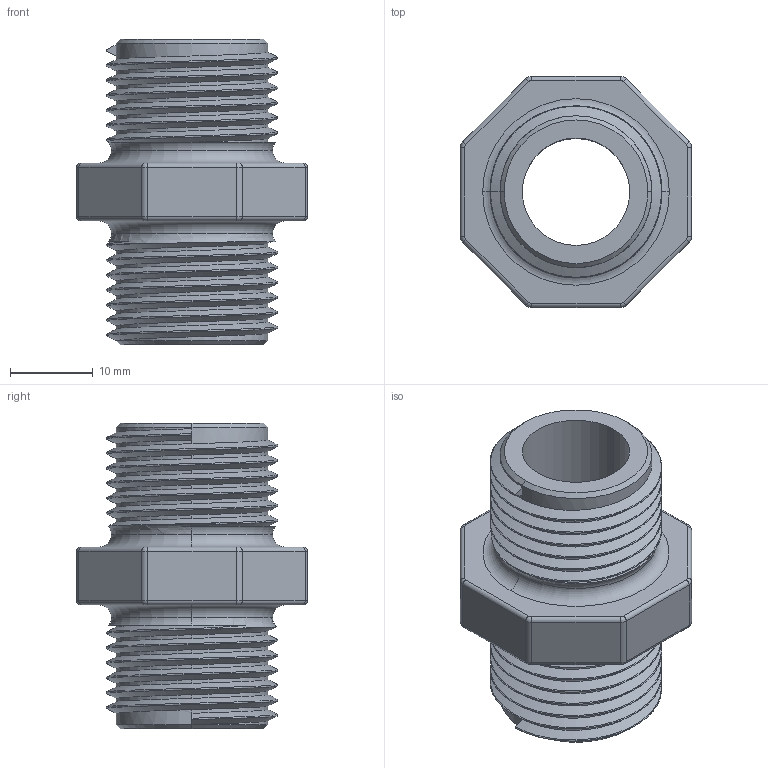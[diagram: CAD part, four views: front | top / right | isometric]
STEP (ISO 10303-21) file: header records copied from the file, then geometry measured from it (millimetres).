
FILE_DESCRIPTION (( 'STEP AP214' ), '1' );
FILE_NAME ('1-2.STEP', '2024-04-28T08:33:18', ( '' ), ( '' ), 'SwSTEP 2.0', 'SolidWorks 2014', '' );
FILE_SCHEMA (( 'AUTOMOTIVE_DESIGN' ));
Length unit declared in the file: millimetre
Products named in the file (1): 1-2
Bounding box: 28 x 28 x 37 mm (x, y, z)
Volume: 8496.5 mm3; surface area: 5947.9 mm2
Topology: 1 solids, 1 shells, 105 faces, 258 edges, 157 vertices
Faces by surface type: cylinder 54, torus 25, plane 16, bspline 6, cone 4
Entity records: 10173 total; most frequent: CARTESIAN_POINT 7797, ORIENTED_EDGE 516, DIRECTION 493, EDGE_CURVE 258, AXIS2_PLACEMENT_3D 203, VERTEX_POINT 157, EDGE_LOOP 109, FACE_OUTER_BOUND 105
